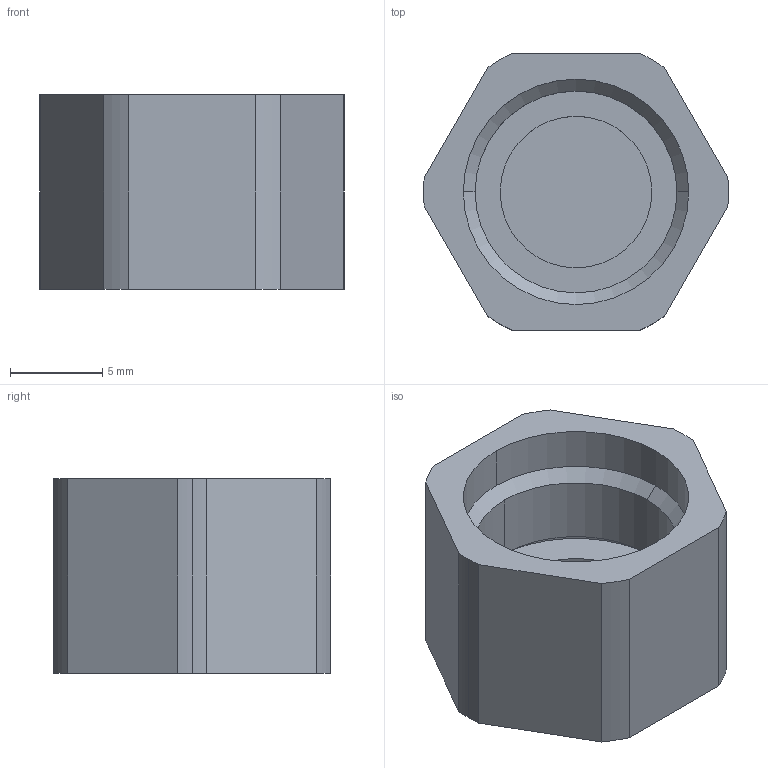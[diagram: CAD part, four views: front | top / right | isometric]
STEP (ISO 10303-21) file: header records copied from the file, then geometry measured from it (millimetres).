
FILE_DESCRIPTION(/* description */ ('Alibre Inc.'),/* implementation_level */ '2;1');
FILE_NAME(/* name */ 'export-16510F66-6DD0-4CE4-B0EB-C6F54F2C6AE2',/* time_stamp */ '2021-02-08T12:19:42+01:00',/* author */ (''),/* organization */ (''),/* preprocessor_version */ 'ST-DEVELOPER v17',/* originating_system */ 'Alibre',/* authorisation */ '');
FILE_SCHEMA (('AUTOMOTIVE_DESIGN'));
Length unit declared in the file: millimetre
Products named in the file (2): 1430488_PROT_M12_FS_M-select
Bounding box: 16.5 x 15 x 10.5 mm (x, y, z)
Volume: 1242 mm3; surface area: 1304 mm2
Topology: 1 solids, 1 shells, 31 faces, 75 edges, 50 vertices
Faces by surface type: cylinder 17, plane 12, cone 2
Entity records: 954 total; most frequent: DIRECTION 163, CARTESIAN_POINT 156, ORIENTED_EDGE 150, EDGE_CURVE 75, AXIS2_PLACEMENT_3D 69, VERTEX_POINT 50, VECTOR 37, LINE 37
